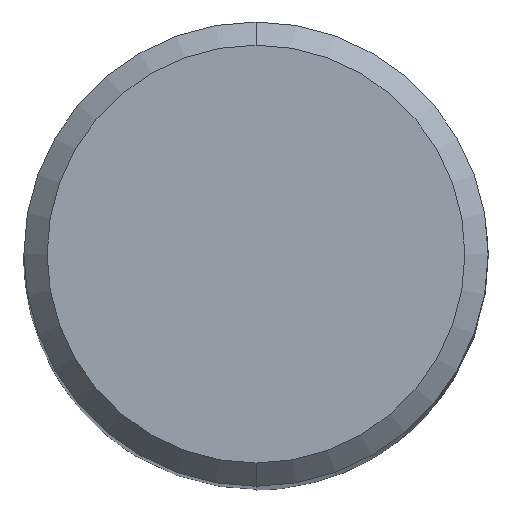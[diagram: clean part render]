
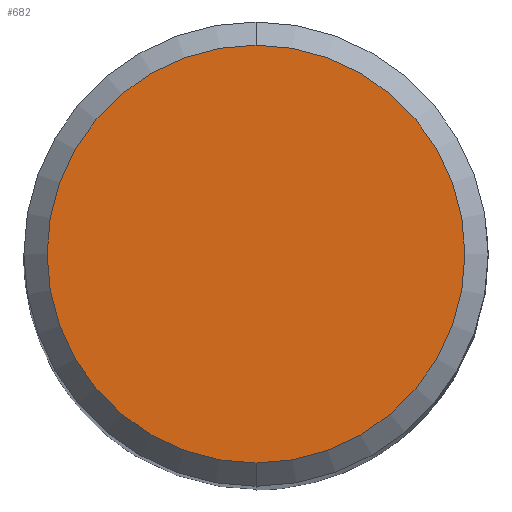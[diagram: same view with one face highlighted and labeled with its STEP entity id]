
A CAD part, top view. The second image highlights one B-rep face of the part: STEP entity #682.
In plain terms, the highlighted planar face has unit normal (0, 0, 1).
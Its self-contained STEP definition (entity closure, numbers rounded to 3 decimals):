
#572=VERTEX_POINT('',#1218);
#664=EDGE_CURVE('',#572,#724,#1321,.T.);
#682=ADVANCED_FACE('',(#1341),#1342,.T.);
#724=VERTEX_POINT('',#1386);
#800=EDGE_CURVE('',#724,#572,#1468,.T.);
#1218=CARTESIAN_POINT('',(0.0,7.2,0.0));
#1321=CIRCLE('',#2243,7.2);
#1341=FACE_OUTER_BOUND('',#2270,.T.);
#1342=PLANE('',#2271);
#1386=CARTESIAN_POINT('',(0.,-7.2,0.0));
#1468=CIRCLE('',#2473,7.2);
#2243=AXIS2_PLACEMENT_3D('',#3196,#3197,#3198);
#2270=EDGE_LOOP('',(#3221,#3222));
#2271=AXIS2_PLACEMENT_3D('',#3223,#3224,#3225);
#2473=AXIS2_PLACEMENT_3D('',#3335,#3336,#3337);
#3196=CARTESIAN_POINT('',(0.0,0.0,0.0));
#3197=DIRECTION('',(0.0,0.0,-1.0));
#3198=DIRECTION('',(0.0,1.0,0.0));
#3221=ORIENTED_EDGE('',*,*,#664,.F.);
#3222=ORIENTED_EDGE('',*,*,#800,.F.);
#3223=CARTESIAN_POINT('',(0.0,3.6,0.0));
#3224=DIRECTION('',(-0.0,0.0,1.0));
#3225=DIRECTION('',(0.0,-1.0,0.0));
#3335=CARTESIAN_POINT('',(0.0,0.0,0.0));
#3336=DIRECTION('',(0.0,0.0,-1.0));
#3337=DIRECTION('',(0.0,1.0,0.0));
